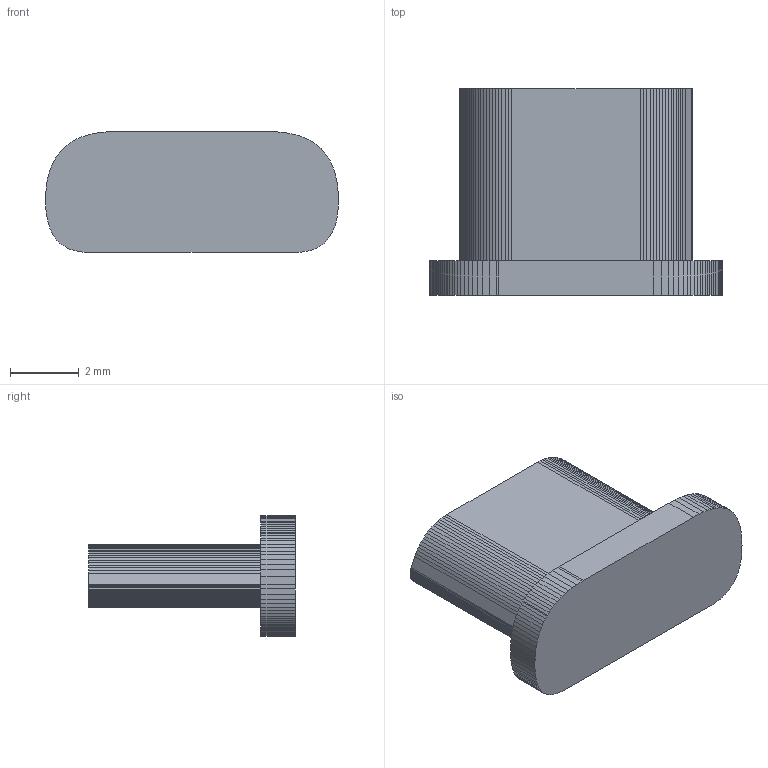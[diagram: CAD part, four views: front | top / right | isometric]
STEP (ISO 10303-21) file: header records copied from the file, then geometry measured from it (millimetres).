
FILE_DESCRIPTION(('eMachineShop Model'),'2;1');
FILE_NAME('Micro_USB_Cover_1656600752.214.step', '2021-11-08T16:40:46',('eMachineShop'),('eMachineShop'), 'eMachineShop','eMachineShop','Unknown');
FILE_SCHEMA(('AUTOMOTIVE_DESIGN { 1 0 10303 214 1 1 1 1 }'));
Length unit declared in the file: millimetre
Products named in the file (1): eMachineShop
Bounding box: 8.5 x 6 x 3.5 mm (x, y, z)
Volume: 61.2 mm3; surface area: 158.3 mm2
Topology: 1 solids, 1 shells, 271 faces, 804 edges, 536 vertices
Faces by surface type: plane 271
Entity records: 19340 total; most frequent: CARTESIAN_POINT 3220, DIRECTION 2956, LINE 2412, VECTOR 2412, ORIENTED_EDGE 1608, PCURVE 1608, DEFINITIONAL_REPRESENTATION 1608, EDGE_CURVE 804
